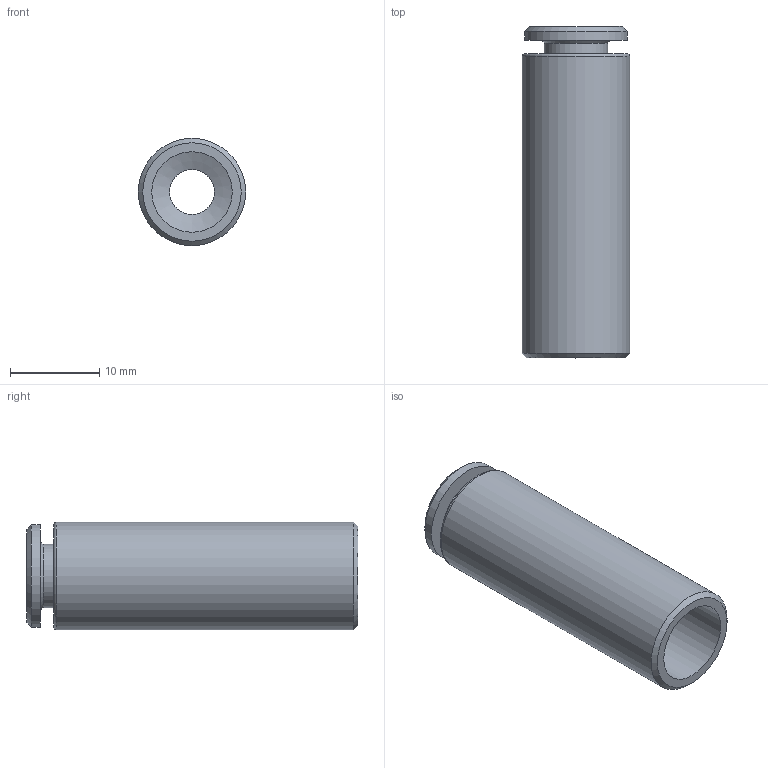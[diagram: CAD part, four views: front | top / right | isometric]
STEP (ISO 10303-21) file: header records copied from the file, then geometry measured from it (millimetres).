
FILE_DESCRIPTION(/* description */ ('STEP AP214'),/* implementation_level */ '2;1');
FILE_NAME(/* name */ 'B0163060',/* time_stamp */ '2023-03-30T09:26:01+02:00',/* author */ ('License CC BY-ND 4.0'),/* organization */ ('CADENAS'),/* preprocessor_version */ 'ST-DEVELOPER v19.3',/* originating_system */ 'PARTsolutions',/* authorisation */ ' ');
FILE_SCHEMA (('AUTOMOTIVE_DESIGN {1 0 10303 214 3 1 1}'));
Length unit declared in the file: millimetre
Products named in the file (1): B0163060
Bounding box: 12 x 37.1 x 12 mm (x, y, z)
Volume: 2330.2 mm3; surface area: 2516.4 mm2
Topology: 1 solids, 1 shells, 124 faces, 314 edges, 208 vertices
Faces by surface type: plane 69, bspline 43, cylinder 6, cone 5, torus 1
Full cylindrical faces by diameter (mm): 5 x1, 6.15 x1, 7.1 x1, 9 x1, 11.5 x1, 12 x1
Entity records: 5984 total; most frequent: CARTESIAN_POINT 3304, ORIENTED_EDGE 598, DIRECTION 394, EDGE_CURVE 299, VERTEX_POINT 205, LINE 196, VECTOR 196, EDGE_LOOP 154
